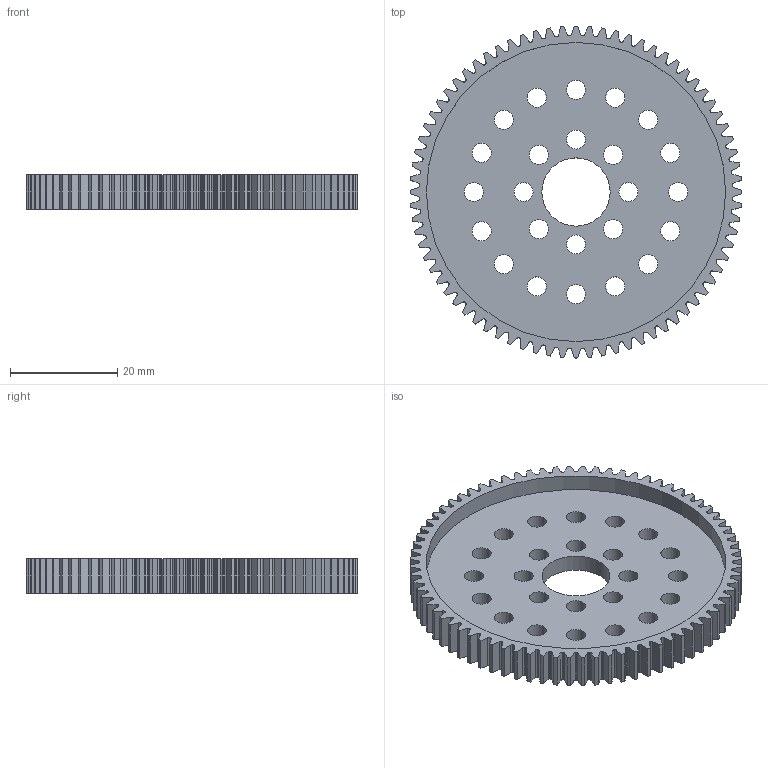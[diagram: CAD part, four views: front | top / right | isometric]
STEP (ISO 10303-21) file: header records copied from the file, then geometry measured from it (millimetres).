
FILE_DESCRIPTION (( 'STEP AP203' ), '1' );
FILE_NAME ('615202.STEP', '2016-10-04T20:21:53', ( '' ), ( '' ), 'SwSTEP 2.0', 'SolidWorks 2014', '' );
FILE_SCHEMA (( 'CONFIG_CONTROL_DESIGN' ));
Length unit declared in the file: millimetre
Products named in the file (1): 615202
Bounding box: 61.91 x 61.91 x 6.35 mm (x, y, z)
Volume: 9167.5 mm3; surface area: 8853.3 mm2
Topology: 1 solids, 1 shells, 664 faces, 1983 edges, 1322 vertices
Faces by surface type: bspline 304, cylinder 205, plane 155
Entity records: 32162 total; most frequent: CARTESIAN_POINT 15826, ORIENTED_EDGE 3966, DIRECTION 2507, EDGE_CURVE 1983, VERTEX_POINT 1322, VECTOR 965, LINE 965, AXIS2_PLACEMENT_3D 771
